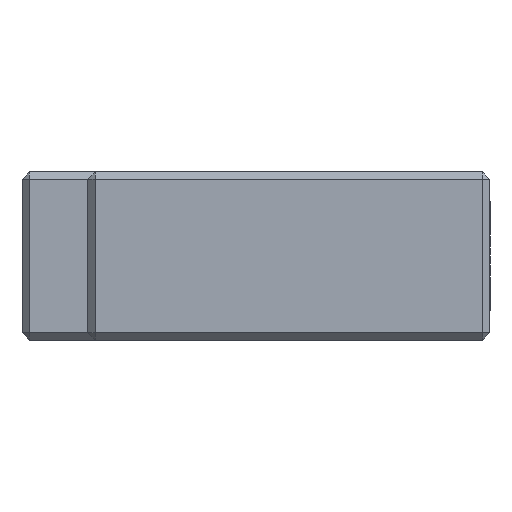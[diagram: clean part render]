
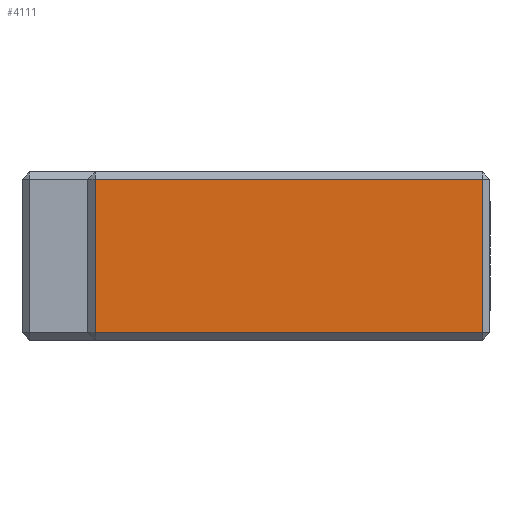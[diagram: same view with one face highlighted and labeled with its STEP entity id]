
A CAD part, left-side view. The second image highlights one B-rep face of the part: STEP entity #4111.
In plain terms, the highlighted planar face has unit normal (-1, 0, 0).
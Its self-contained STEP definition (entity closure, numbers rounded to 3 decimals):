
#2226 = CARTESIAN_POINT ( 'NONE',  ( -43., 1., -10.5 ) ) ;
#2227 = DIRECTION ( 'NONE',  ( 0., 1., 0. ) ) ;
#2228 = VECTOR ( 'NONE', #2227, 1000. ) ;
#2229 = CARTESIAN_POINT ( 'NONE',  ( -43., 55., 10.5 ) ) ;
#2230 = LINE ( 'NONE', #2229, #2228 ) ;
#2231 = CARTESIAN_POINT ( 'NONE',  ( -43., 54., 10.5 ) ) ;
#2232 = DIRECTION ( 'NONE',  ( 0., 0., -1. ) ) ;
#2233 = VECTOR ( 'NONE', #2232, 1000. ) ;
#2234 = CARTESIAN_POINT ( 'NONE',  ( -43., 54., 11.5 ) ) ;
#2236 = LINE ( 'NONE', #2234, #2233 ) ;
#2267 = DIRECTION ( 'NONE',  ( 0., 1., 0. ) ) ;
#2268 = DIRECTION ( 'NONE',  ( 1., 0., 0. ) ) ;
#2269 = AXIS2_PLACEMENT_3D ( 'NONE', #2271, #2268, #2267 ) ;
#2271 = CARTESIAN_POINT ( 'NONE',  ( -43., 55., 11.5 ) ) ;
#2272 = PLANE ( 'NONE',  #2269 ) ;
#2277 = FACE_OUTER_BOUND ( 'NONE', #4103, .T. ) ;
#2281 = DIRECTION ( 'NONE',  ( 0., -1., 0. ) ) ;
#2282 = VECTOR ( 'NONE', #2281, 1000. ) ;
#2283 = CARTESIAN_POINT ( 'NONE',  ( -43., 55., -10.5 ) ) ;
#2284 = LINE ( 'NONE', #2283, #2282 ) ;
#2289 = CARTESIAN_POINT ( 'NONE',  ( -43., 54., -10.5 ) ) ;
#2292 = CARTESIAN_POINT ( 'NONE',  ( -43., 1., 10.5 ) ) ;
#2293 = DIRECTION ( 'NONE',  ( 0., 0., 1. ) ) ;
#2294 = VECTOR ( 'NONE', #2293, 1000. ) ;
#2295 = CARTESIAN_POINT ( 'NONE',  ( -43., 1., 11.5 ) ) ;
#2296 = LINE ( 'NONE', #2295, #2294 ) ;
#4084 = EDGE_CURVE ( 'NONE', #4086, #4100, #2236, .T. ) ;
#4085 = ORIENTED_EDGE ( 'NONE', *, *, #4084, .T. ) ;
#4086 = VERTEX_POINT ( 'NONE', #2231 ) ;
#4088 = EDGE_CURVE ( 'NONE', #4097, #4086, #2230, .T. ) ;
#4093 = ORIENTED_EDGE ( 'NONE', *, *, #4088, .T. ) ;
#4095 = VERTEX_POINT ( 'NONE', #2226 ) ;
#4096 = EDGE_CURVE ( 'NONE', #4095, #4097, #2296, .T. ) ;
#4097 = VERTEX_POINT ( 'NONE', #2292 ) ;
#4099 = ORIENTED_EDGE ( 'NONE', *, *, #4096, .T. ) ;
#4100 = VERTEX_POINT ( 'NONE', #2289 ) ;
#4101 = EDGE_CURVE ( 'NONE', #4100, #4095, #2284, .T. ) ;
#4102 = ORIENTED_EDGE ( 'NONE', *, *, #4101, .T. ) ;
#4103 = EDGE_LOOP ( 'NONE', ( #4102, #4099, #4093, #4085 ) ) ;
#4111 = ADVANCED_FACE ( 'NONE', ( #2277 ), #2272, .F. ) ;
